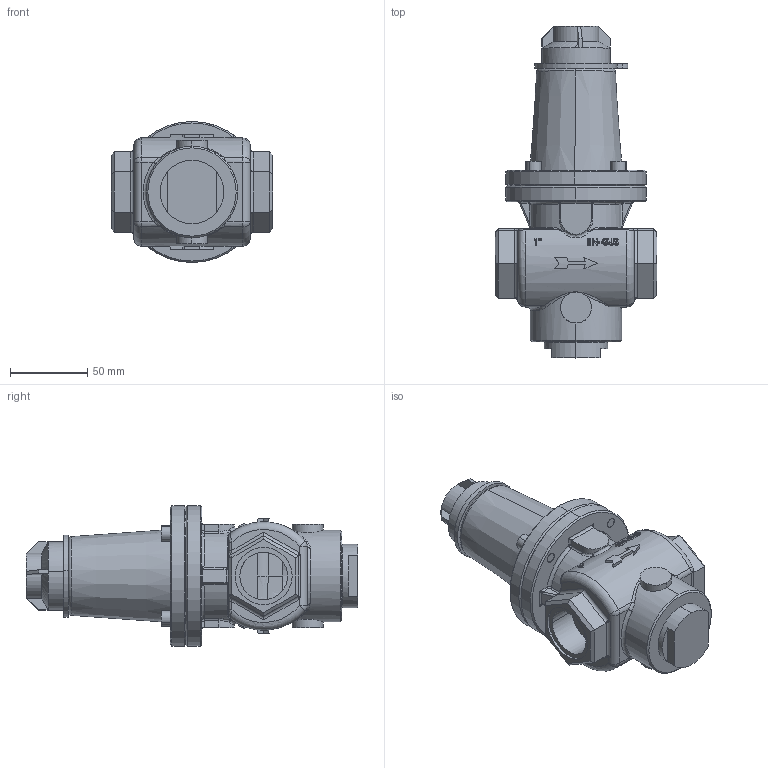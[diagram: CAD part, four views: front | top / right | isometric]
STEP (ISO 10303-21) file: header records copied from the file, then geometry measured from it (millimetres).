
FILE_DESCRIPTION (( 'STEP AP203' ), '1' );
FILE_NAME ('RLT25 16 B.STEP', '2023-04-18T05:46:07', ( '' ), ( '' ), 'SwSTEP 2.0', 'SolidWorks 2018', '' );
FILE_SCHEMA (( 'CONFIG_CONTROL_DESIGN' ));
Length unit declared in the file: millimetre
Products named in the file (1): RLT25 16 B
Bounding box: 104.5 x 214.28 x 91 mm (x, y, z)
Volume: 511734.1 mm3; surface area: 138593.6 mm2
Topology: 17 solids, 17 shells, 839 faces, 2065 edges, 1296 vertices
Faces by surface type: plane 344, cylinder 235, bspline 184, cone 47, torus 21, sphere 8
Entity records: 38063 total; most frequent: CARTESIAN_POINT 19800, ORIENTED_EDGE 4088, DIRECTION 3281, EDGE_CURVE 2044, VERTEX_POINT 1296, AXIS2_PLACEMENT_3D 1242, EDGE_LOOP 922, FACE_OUTER_BOUND 839
